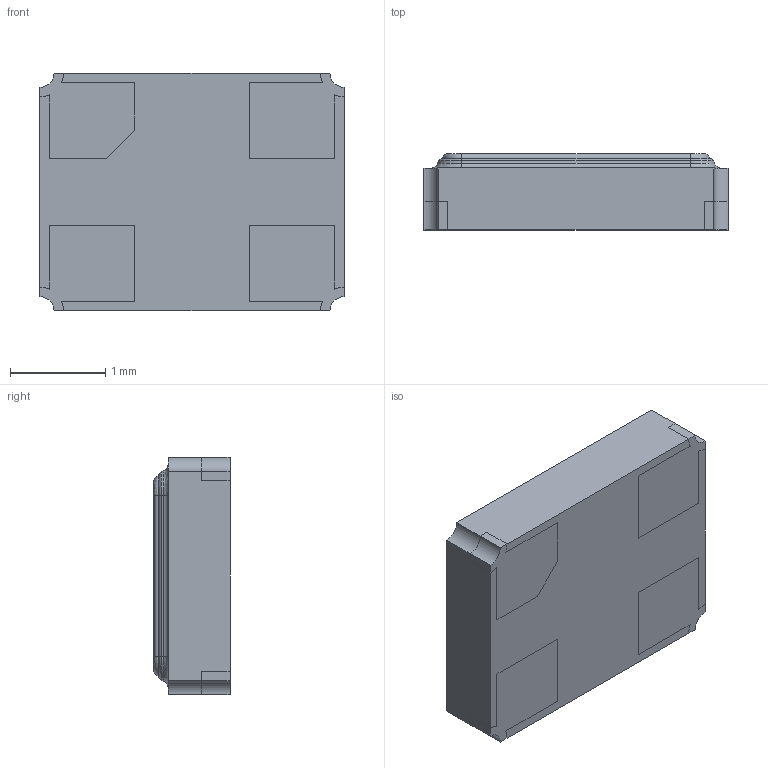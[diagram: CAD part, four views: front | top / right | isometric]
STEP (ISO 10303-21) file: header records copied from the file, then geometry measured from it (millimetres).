
FILE_DESCRIPTION (( 'STEP AP214' ), '1' );
FILE_NAME ('ECS-135.6-12-33Q-JES-TR.STEP', '2024-10-31T10:46:39', ( '' ), ( '' ), 'SwSTEP 2.0', 'SolidWorks 2021', '' );
FILE_SCHEMA (( 'AUTOMOTIVE_DESIGN' ));
Length unit declared in the file: millimetre
Products named in the file (1): ECS-135.6-12-33Q-JES-TR
Bounding box: 3.2 x 0.8 x 2.5 mm (x, y, z)
Volume: 6.1 mm3; surface area: 63.9 mm2
Topology: 7 solids, 7 shells, 120 faces, 302 edges, 196 vertices
Faces by surface type: plane 68, cylinder 40, bspline 12
Entity records: 3845 total; most frequent: CARTESIAN_POINT 873, ORIENTED_EDGE 604, DIRECTION 592, EDGE_CURVE 302, VECTOR 206, LINE 206, VERTEX_POINT 196, AXIS2_PLACEMENT_3D 193
